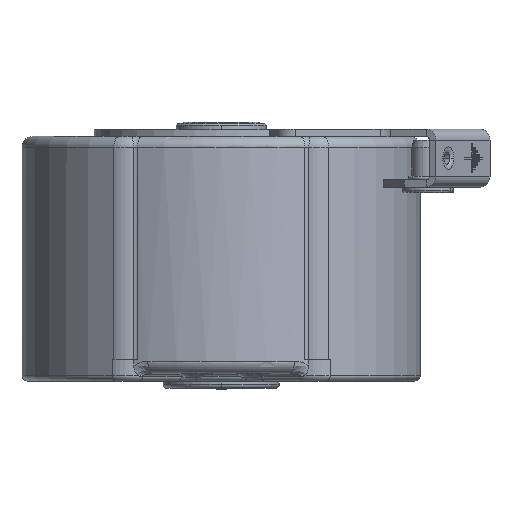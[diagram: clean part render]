
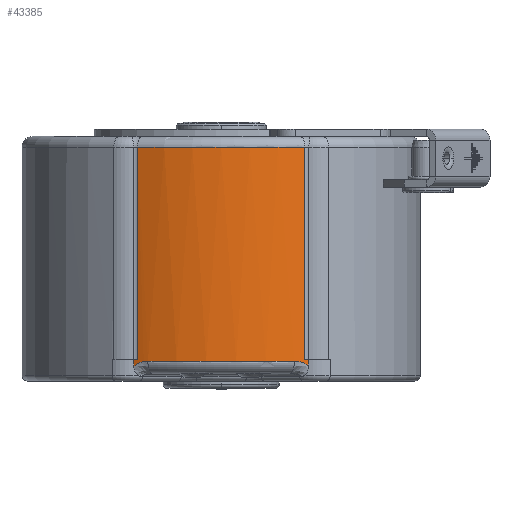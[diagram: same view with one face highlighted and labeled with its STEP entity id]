
A CAD part, front view. The second image highlights one B-rep face of the part: STEP entity #43385.
In plain terms, the highlighted cylindrical face has radius 53 mm (diameter 106 mm), a partial arc.
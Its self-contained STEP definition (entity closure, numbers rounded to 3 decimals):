
#5981=DIRECTION('',(0.,0.,-1.));
#5982=VECTOR('',#5981,58.5);
#5983=CARTESIAN_POINT('',(-23.08,-47.711,8.3));
#5984=LINE('',#5983,#5982);
#5999=CARTESIAN_POINT('',(0.,0.,-50.2));
#6000=DIRECTION('',(0.,0.,1.));
#6001=DIRECTION('',(0.435,-0.9,0.));
#6002=AXIS2_PLACEMENT_3D('',#5999,#6000,#6001);
#6004=DIRECTION('',(0.,0.,-1.));
#6005=VECTOR('',#6004,1.909);
#6006=CARTESIAN_POINT('',(24.096,-47.206,-50.2));
#6007=LINE('',#6006,#6005);
#6008=CARTESIAN_POINT('',(24.096,-47.206,
-52.109));
#6009=CARTESIAN_POINT('',(24.046,-47.231,
-52.062));
#6010=CARTESIAN_POINT('',(23.942,-47.284,
-51.969));
#6011=CARTESIAN_POINT('',(23.775,-47.368,
-51.834));
#6012=CARTESIAN_POINT('',(23.6,-47.456,
-51.704));
#6013=CARTESIAN_POINT('',(23.415,-47.548,
-51.58));
#6014=CARTESIAN_POINT('',(23.22,-47.643,
-51.461));
#6015=CARTESIAN_POINT('',(23.015,-47.742,
-51.349));
#6016=CARTESIAN_POINT('',(22.801,-47.845,
-51.244));
#6017=CARTESIAN_POINT('',(22.578,-47.951,
-51.147));
#6018=CARTESIAN_POINT('',(22.345,-48.059,
-51.057));
#6019=CARTESIAN_POINT('',(22.104,-48.171,
-50.977));
#6020=CARTESIAN_POINT('',(21.853,-48.285,
-50.905));
#6021=CARTESIAN_POINT('',(21.595,-48.401,
-50.844));
#6022=CARTESIAN_POINT('',(21.329,-48.519,
-50.792));
#6023=CARTESIAN_POINT('',(21.055,-48.638,
-50.751));
#6024=CARTESIAN_POINT('',(20.776,-48.759,
-50.722));
#6025=CARTESIAN_POINT('',(20.49,-48.879,
-50.704));
#6026=CARTESIAN_POINT('',(20.297,-48.959,
-50.7));
#6027=CARTESIAN_POINT('',(20.2,-49.,-50.7));
#6029=CARTESIAN_POINT('',(0.,0.,-50.7));
#6030=DIRECTION('',(0.,0.,-1.));
#6031=DIRECTION('',(0.381,-0.925,0.));
#6032=AXIS2_PLACEMENT_3D('',#6029,#6030,#6031);
#6034=CARTESIAN_POINT('',(-20.2,-49.,-50.7));
#6035=CARTESIAN_POINT('',(-20.297,-48.959,
-50.7));
#6036=CARTESIAN_POINT('',(-20.491,-48.879,
-50.704));
#6037=CARTESIAN_POINT('',(-20.776,-48.758,
-50.722));
#6038=CARTESIAN_POINT('',(-21.056,-48.638,
-50.752));
#6039=CARTESIAN_POINT('',(-21.329,-48.519,
-50.792));
#6040=CARTESIAN_POINT('',(-21.595,-48.401,
-50.844));
#6041=CARTESIAN_POINT('',(-21.854,-48.285,
-50.905));
#6042=CARTESIAN_POINT('',(-22.104,-48.171,
-50.977));
#6043=CARTESIAN_POINT('',(-22.345,-48.059,
-51.058));
#6044=CARTESIAN_POINT('',(-22.578,-47.951,
-51.147));
#6045=CARTESIAN_POINT('',(-22.801,-47.845,
-51.244));
#6046=CARTESIAN_POINT('',(-23.015,-47.742,
-51.349));
#6047=CARTESIAN_POINT('',(-23.22,-47.643,
-51.461));
#6048=CARTESIAN_POINT('',(-23.414,-47.548,
-51.58));
#6049=CARTESIAN_POINT('',(-23.6,-47.456,
-51.704));
#6050=CARTESIAN_POINT('',(-23.776,-47.368,
-51.834));
#6051=CARTESIAN_POINT('',(-23.942,-47.284,
-51.969));
#6052=CARTESIAN_POINT('',(-24.046,-47.231,
-52.062));
#6053=CARTESIAN_POINT('',(-24.096,-47.206,
-52.109));
#6055=DIRECTION('',(0.,0.,1.));
#6056=VECTOR('',#6055,1.909);
#6057=CARTESIAN_POINT('',(-24.096,-47.206,
-52.109));
#6058=LINE('',#6057,#6056);
#6059=CARTESIAN_POINT('',(0.,0.,-50.2));
#6060=DIRECTION('',(0.,0.,1.));
#6061=DIRECTION('',(-0.455,-0.891,0.));
#6062=AXIS2_PLACEMENT_3D('',#6059,#6060,#6061);
#6064=CARTESIAN_POINT('',(0.,0.,8.3));
#6065=DIRECTION('',(0.,0.,-1.));
#6066=DIRECTION('',(0.435,-0.9,0.));
#6067=AXIS2_PLACEMENT_3D('',#6064,#6065,#6066);
#6078=DIRECTION('',(0.,0.,1.));
#6079=VECTOR('',#6078,58.5);
#6080=CARTESIAN_POINT('',(23.08,-47.711,-50.2));
#6081=LINE('',#6080,#6079);
#33615=VERTEX_POINT('',#6034);
#33616=VERTEX_POINT('',#6053);
#33618=CARTESIAN_POINT('',(20.2,-49.,-50.7));
#33619=VERTEX_POINT('',#33618);
#33623=VERTEX_POINT('',#6008);
#34697=CARTESIAN_POINT('',(23.08,-47.711,8.3));
#34698=CARTESIAN_POINT('',(-23.08,-47.711,8.3));
#34699=VERTEX_POINT('',#34697);
#34700=VERTEX_POINT('',#34698);
#35179=CARTESIAN_POINT('',(-24.096,-47.206,-50.2));
#35180=CARTESIAN_POINT('',(-23.08,-47.711,-50.2));
#35181=VERTEX_POINT('',#35179);
#35182=VERTEX_POINT('',#35180);
#35183=CARTESIAN_POINT('',(23.08,-47.711,-50.2));
#35184=CARTESIAN_POINT('',(24.096,-47.206,-50.2));
#35185=VERTEX_POINT('',#35183);
#35186=VERTEX_POINT('',#35184);
#43359=CARTESIAN_POINT('',(0.,0.,-54.2));
#43360=DIRECTION('',(0.,0.,1.));
#43361=DIRECTION('',(1.,0.,0.));
#43362=AXIS2_PLACEMENT_3D('',#43359,#43360,#43361);
#43363=CYLINDRICAL_SURFACE('',#43362,53.);
#43365=ORIENTED_EDGE('',*,*,#43364,.F.);
#43367=ORIENTED_EDGE('',*,*,#43366,.T.);
#43369=ORIENTED_EDGE('',*,*,#43368,.T.);
#43371=ORIENTED_EDGE('',*,*,#43370,.T.);
#43373=ORIENTED_EDGE('',*,*,#43372,.T.);
#43375=ORIENTED_EDGE('',*,*,#43374,.T.);
#43377=ORIENTED_EDGE('',*,*,#43376,.T.);
#43379=ORIENTED_EDGE('',*,*,#43378,.T.);
#43380=ORIENTED_EDGE('',*,*,#43342,.F.);
#43382=ORIENTED_EDGE('',*,*,#43381,.F.);
#43383=EDGE_LOOP('',(#43365,#43367,#43369,#43371,#43373,#43375,#43377,#43379,
#43380,#43382));
#43384=FACE_OUTER_BOUND('',#43383,.F.);
#6003=CIRCLE('',#6002,53.);
#6028=B_SPLINE_CURVE_WITH_KNOTS('',3,(#6008,#6009,#6010,#6011,#6012,#6013,#6014,
#6015,#6016,#6017,#6018,#6019,#6020,#6021,#6022,#6023,#6024,#6025,#6026,#6027),
.UNSPECIFIED.,.F.,.F.,(4,1,1,1,1,1,1,1,1,1,1,1,1,1,1,1,1,4),(0.,
0.059,0.118,0.176,0.235,
0.294,0.353,0.412,0.471,
0.529,0.588,0.647,0.706,
0.765,0.824,0.882,0.941,1.),
.UNSPECIFIED.);
#6033=CIRCLE('',#6032,53.);
#6054=B_SPLINE_CURVE_WITH_KNOTS('',3,(#6034,#6035,#6036,#6037,#6038,#6039,#6040,
#6041,#6042,#6043,#6044,#6045,#6046,#6047,#6048,#6049,#6050,#6051,#6052,#6053),
.UNSPECIFIED.,.F.,.F.,(4,1,1,1,1,1,1,1,1,1,1,1,1,1,1,1,1,4),(0.,
0.059,0.118,0.176,0.235,
0.294,0.353,0.412,0.471,
0.529,0.588,0.647,0.706,
0.765,0.824,0.882,0.941,1.),
.UNSPECIFIED.);
#6063=CIRCLE('',#6062,53.);
#6068=CIRCLE('',#6067,53.);
#43342=EDGE_CURVE('',#34700,#35182,#5984,.T.);
#43364=EDGE_CURVE('',#35185,#34699,#6081,.T.);
#43366=EDGE_CURVE('',#35185,#35186,#6003,.T.);
#43368=EDGE_CURVE('',#35186,#33623,#6007,.T.);
#43370=EDGE_CURVE('',#33623,#33619,#6028,.T.);
#43372=EDGE_CURVE('',#33619,#33615,#6033,.T.);
#43374=EDGE_CURVE('',#33615,#33616,#6054,.T.);
#43376=EDGE_CURVE('',#33616,#35181,#6058,.T.);
#43378=EDGE_CURVE('',#35181,#35182,#6063,.T.);
#43381=EDGE_CURVE('',#34699,#34700,#6068,.T.);
#43385=ADVANCED_FACE('',(#43384),#43363,.T.);
